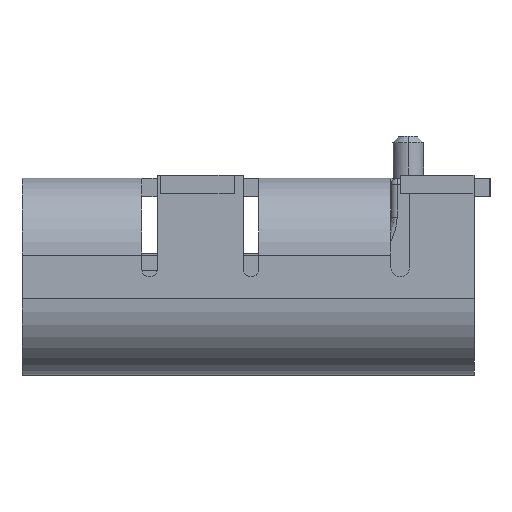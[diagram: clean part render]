
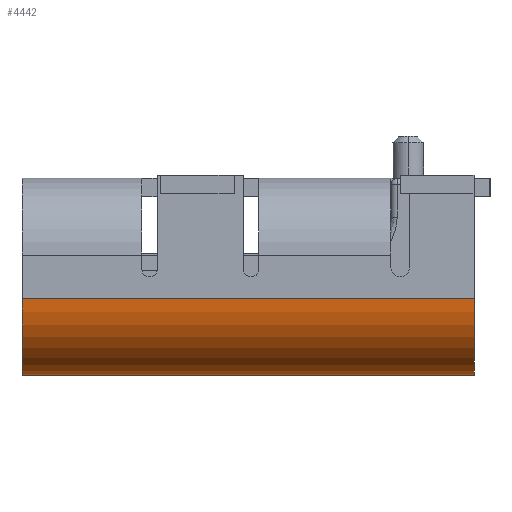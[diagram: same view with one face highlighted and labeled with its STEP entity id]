
A CAD part, left-side view. The second image highlights one B-rep face of the part: STEP entity #4442.
In plain terms, the highlighted cylindrical face has radius 1.25 mm (diameter 2.5 mm), a partial arc.
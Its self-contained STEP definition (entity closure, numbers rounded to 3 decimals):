
#281 = DIRECTION ( 'NONE',  ( 0., -1., 0. ) ) ;
#824 = VECTOR ( 'NONE', #281, 1000. ) ;
#1288 = AXIS2_PLACEMENT_3D ( 'NONE', #5399, #6360, #3579 ) ;
#1760 = CARTESIAN_POINT ( 'NONE',  ( -4.47, 0., -0.355 ) ) ;
#1970 = EDGE_CURVE ( 'NONE', #8333, #2568, #6428, .T. ) ;
#1996 = EDGE_LOOP ( 'NONE', ( #10240, #9291, #10376, #11141 ) ) ;
#2568 = VERTEX_POINT ( 'NONE', #3815 ) ;
#2611 = CIRCLE ( 'NONE', #1288, 1.25 ) ;
#2741 = EDGE_CURVE ( 'NONE', #7573, #8333, #3308, .T. ) ;
#3308 = LINE ( 'NONE', #10460, #824 ) ;
#3579 = DIRECTION ( 'NONE',  ( 0., 0., -1. ) ) ;
#3756 = DIRECTION ( 'NONE',  ( 0., 0., -1. ) ) ;
#3815 = CARTESIAN_POINT ( 'NONE',  ( -3.22, 0., -1.605 ) ) ;
#4026 = FACE_OUTER_BOUND ( 'NONE', #1996, .T. ) ;
#4263 = CARTESIAN_POINT ( 'NONE',  ( -3.22, 7.35, -1.605 ) ) ;
#4442 = ADVANCED_FACE ( 'NONE', ( #4026 ), #11440, .T. ) ;
#4498 = DIRECTION ( 'NONE',  ( 0., -1., 0. ) ) ;
#5135 = AXIS2_PLACEMENT_3D ( 'NONE', #6340, #4498, #3756 ) ;
#5399 = CARTESIAN_POINT ( 'NONE',  ( -3.22, 7.35, -0.355 ) ) ;
#6340 = CARTESIAN_POINT ( 'NONE',  ( -3.22, 0., -0.355 ) ) ;
#6360 = DIRECTION ( 'NONE',  ( 0., 1., 0. ) ) ;
#6428 = CIRCLE ( 'NONE', #5135, 1.25 ) ;
#6807 = VERTEX_POINT ( 'NONE', #4263 ) ;
#7378 = EDGE_CURVE ( 'NONE', #2568, #6807, #10999, .T. ) ;
#7573 = VERTEX_POINT ( 'NONE', #10449 ) ;
#7987 = DIRECTION ( 'NONE',  ( 0., -1., 0. ) ) ;
#8333 = VERTEX_POINT ( 'NONE', #1760 ) ;
#8504 = VECTOR ( 'NONE', #9283, 1000. ) ;
#9283 = DIRECTION ( 'NONE',  ( 0., 1., 0. ) ) ;
#9291 = ORIENTED_EDGE ( 'NONE', *, *, #7378, .F. ) ;
#9439 = EDGE_CURVE ( 'NONE', #6807, #7573, #2611, .T. ) ;
#9720 = DIRECTION ( 'NONE',  ( 0., 0., -1. ) ) ;
#10240 = ORIENTED_EDGE ( 'NONE', *, *, #9439, .F. ) ;
#10376 = ORIENTED_EDGE ( 'NONE', *, *, #1970, .F. ) ;
#10449 = CARTESIAN_POINT ( 'NONE',  ( -4.47, 7.35, -0.355 ) ) ;
#10460 = CARTESIAN_POINT ( 'NONE',  ( -4.47, 7.35, -0.355 ) ) ;
#10626 = AXIS2_PLACEMENT_3D ( 'NONE', #11695, #7987, #9720 ) ;
#10999 = LINE ( 'NONE', #11210, #8504 ) ;
#11141 = ORIENTED_EDGE ( 'NONE', *, *, #2741, .F. ) ;
#11210 = CARTESIAN_POINT ( 'NONE',  ( -3.22, 7.35, -1.605 ) ) ;
#11440 = CYLINDRICAL_SURFACE ( 'NONE', #10626, 1.25 ) ;
#11695 = CARTESIAN_POINT ( 'NONE',  ( -3.22, 7.35, -0.355 ) ) ;
